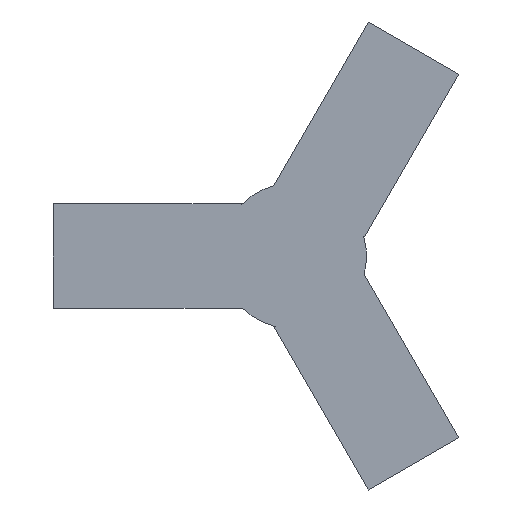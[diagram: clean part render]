
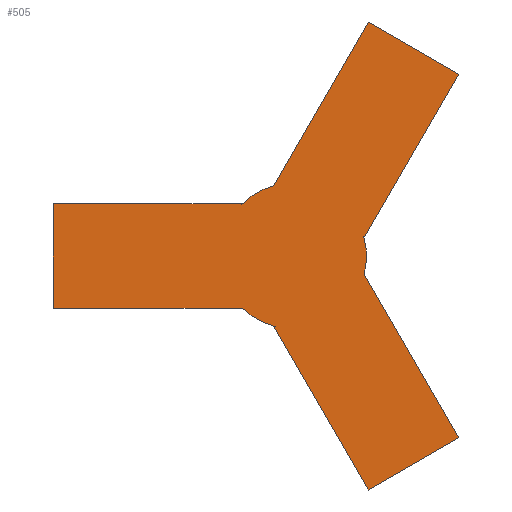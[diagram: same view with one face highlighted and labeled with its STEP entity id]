
A CAD part, front view. The second image highlights one B-rep face of the part: STEP entity #505.
In plain terms, the highlighted planar face has unit normal (0, -1, 0).
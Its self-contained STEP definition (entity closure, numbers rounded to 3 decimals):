
#4 = VECTOR ( 'NONE', #272, 1000. ) ;
#33 = CARTESIAN_POINT ( 'NONE',  ( -115., 0., 0. ) ) ;
#34 = CARTESIAN_POINT ( 'NONE',  ( 79.151, 0., 87.093 ) ) ;
#40 = CARTESIAN_POINT ( 'NONE',  ( -24.995, 0., 24.5 ) ) ;
#44 = ORIENTED_EDGE ( 'NONE', *, *, #243, .T. ) ;
#45 = LINE ( 'NONE', #552, #470 ) ;
#46 = DIRECTION ( 'NONE',  ( 0.5, 0., 0.866 ) ) ;
#49 = CARTESIAN_POINT ( 'NONE',  ( 35.849, 0., -112.093 ) ) ;
#57 = ORIENTED_EDGE ( 'NONE', *, *, #122, .T. ) ;
#62 = DIRECTION ( 'NONE',  ( 0., 0., 1. ) ) ;
#67 = CARTESIAN_POINT ( 'NONE',  ( -9.403, 0., 33.713 ) ) ;
#80 = DIRECTION ( 'NONE',  ( -1., 0., 0. ) ) ;
#83 = VECTOR ( 'NONE', #545, 1000. ) ;
#90 = DIRECTION ( 'NONE',  ( 0., 0., 1. ) ) ;
#97 = CARTESIAN_POINT ( 'NONE',  ( -21.651, 0., 12.5 ) ) ;
#102 = ORIENTED_EDGE ( 'NONE', *, *, #583, .F. ) ;
#122 = EDGE_CURVE ( 'NONE', #152, #346, #45, .T. ) ;
#123 = CARTESIAN_POINT ( 'NONE',  ( 21.651, 0., 12.5 ) ) ;
#131 = VERTEX_POINT ( 'NONE', #241 ) ;
#133 = EDGE_CURVE ( 'NONE', #588, #242, #454, .T. ) ;
#135 = VECTOR ( 'NONE', #46, 1000. ) ;
#137 = ORIENTED_EDGE ( 'NONE', *, *, #425, .T. ) ;
#138 = CARTESIAN_POINT ( 'NONE',  ( 33.898, 0., -8.713 ) ) ;
#142 = VERTEX_POINT ( 'NONE', #506 ) ;
#143 = VECTOR ( 'NONE', #324, 1000. ) ;
#144 = EDGE_CURVE ( 'NONE', #318, #152, #231, .T. ) ;
#146 = CARTESIAN_POINT ( 'NONE',  ( 79.151, 0., -87.093 ) ) ;
#151 = VERTEX_POINT ( 'NONE', #182 ) ;
#152 = VERTEX_POINT ( 'NONE', #34 ) ;
#157 = VECTOR ( 'NONE', #80, 1000. ) ;
#160 = ORIENTED_EDGE ( 'NONE', *, *, #323, .F. ) ;
#163 = CARTESIAN_POINT ( 'NONE',  ( 35.849, 0., 112.093 ) ) ;
#167 = AXIS2_PLACEMENT_3D ( 'NONE', #276, #503, #90 ) ;
#176 = CARTESIAN_POINT ( 'NONE',  ( -21.651, 0., -12.5 ) ) ;
#178 = DIRECTION ( 'NONE',  ( 0.5, 0., -0.866 ) ) ;
#182 = CARTESIAN_POINT ( 'NONE',  ( -24.495, 0., -25. ) ) ;
#183 = AXIS2_PLACEMENT_3D ( 'NONE', #347, #355, #528 ) ;
#184 = CARTESIAN_POINT ( 'NONE',  ( 33.715, 0., 9.396 ) ) ;
#188 = DIRECTION ( 'NONE',  ( 0.861, 0., 0.509 ) ) ;
#190 = ORIENTED_EDGE ( 'NONE', *, *, #351, .T. ) ;
#199 = ORIENTED_EDGE ( 'NONE', *, *, #365, .F. ) ;
#212 = EDGE_CURVE ( 'NONE', #380, #346, #367, .T. ) ;
#219 = LINE ( 'NONE', #489, #507 ) ;
#223 = DIRECTION ( 'NONE',  ( 0., 1., 0. ) ) ;
#231 = LINE ( 'NONE', #370, #291 ) ;
#233 = LINE ( 'NONE', #411, #143 ) ;
#235 = CARTESIAN_POINT ( 'NONE',  ( 0., 0., 25. ) ) ;
#240 = VERTEX_POINT ( 'NONE', #558 ) ;
#241 = CARTESIAN_POINT ( 'NONE',  ( -25., 0., 25. ) ) ;
#242 = VERTEX_POINT ( 'NONE', #146 ) ;
#243 = EDGE_CURVE ( 'NONE', #468, #318, #233, .T. ) ;
#250 = CARTESIAN_POINT ( 'NONE',  ( 34.151, 0., 9.151 ) ) ;
#253 = EDGE_CURVE ( 'NONE', #468, #469, #490, .T. ) ;
#257 = LINE ( 'NONE', #585, #83 ) ;
#268 = AXIS2_PLACEMENT_3D ( 'NONE', #580, #296, #62 ) ;
#272 = DIRECTION ( 'NONE',  ( 0., 0., -1. ) ) ;
#276 = CARTESIAN_POINT ( 'NONE',  ( 0., 0., 0. ) ) ;
#280 = CARTESIAN_POINT ( 'NONE',  ( -115., 0., 25. ) ) ;
#285 = CARTESIAN_POINT ( 'NONE',  ( 12.589, 0., -21.305 ) ) ;
#289 = VECTOR ( 'NONE', #353, 1000. ) ;
#291 = VECTOR ( 'NONE', #514, 1000. ) ;
#296 = DIRECTION ( 'NONE',  ( 0., 1., 0. ) ) ;
#301 = AXIS2_PLACEMENT_3D ( 'NONE', #317, #223, #590 ) ;
#304 = DIRECTION ( 'NONE',  ( 1., 0., 0. ) ) ;
#309 = VECTOR ( 'NONE', #188, 1000. ) ;
#315 = LINE ( 'NONE', #33, #4 ) ;
#317 = CARTESIAN_POINT ( 'NONE',  ( 0., 0., 0. ) ) ;
#318 = VERTEX_POINT ( 'NONE', #250 ) ;
#323 = EDGE_CURVE ( 'NONE', #469, #242, #535, .T. ) ;
#324 = DIRECTION ( 'NONE',  ( 0.871, 0., -0.491 ) ) ;
#335 = EDGE_CURVE ( 'NONE', #427, #380, #498, .T. ) ;
#336 = EDGE_LOOP ( 'NONE', ( #190, #199, #102, #515, #376, #160, #513, #44, #416, #57, #343, #368, #137, #381, #464 ) ) ;
#343 = ORIENTED_EDGE ( 'NONE', *, *, #212, .F. ) ;
#346 = VERTEX_POINT ( 'NONE', #163 ) ;
#347 = CARTESIAN_POINT ( 'NONE',  ( 0., 0., 0. ) ) ;
#351 = EDGE_CURVE ( 'NONE', #142, #151, #219, .T. ) ;
#353 = DIRECTION ( 'NONE',  ( 0.5, 0., -0.866 ) ) ;
#355 = DIRECTION ( 'NONE',  ( 0., 1., 0. ) ) ;
#360 = CARTESIAN_POINT ( 'NONE',  ( -8.72, 0., -33.896 ) ) ;
#364 = VECTOR ( 'NONE', #378, 1000. ) ;
#365 = EDGE_CURVE ( 'NONE', #524, #151, #395, .T. ) ;
#367 = LINE ( 'NONE', #97, #135 ) ;
#368 = ORIENTED_EDGE ( 'NONE', *, *, #335, .F. ) ;
#369 = LINE ( 'NONE', #176, #543 ) ;
#370 = CARTESIAN_POINT ( 'NONE',  ( 21.651, 0., -12.5 ) ) ;
#375 = LINE ( 'NONE', #285, #309 ) ;
#376 = ORIENTED_EDGE ( 'NONE', *, *, #133, .T. ) ;
#378 = DIRECTION ( 'NONE',  ( 0.866, 0., 0.5 ) ) ;
#380 = VERTEX_POINT ( 'NONE', #67 ) ;
#381 = ORIENTED_EDGE ( 'NONE', *, *, #516, .T. ) ;
#395 = CIRCLE ( 'NONE', #183, 35. ) ;
#407 = FACE_OUTER_BOUND ( 'NONE', #336, .T. ) ;
#411 = CARTESIAN_POINT ( 'NONE',  ( 12.156, 0., 21.555 ) ) ;
#416 = ORIENTED_EDGE ( 'NONE', *, *, #144, .T. ) ;
#419 = DIRECTION ( 'NONE',  ( -0.866, 0., 0.5 ) ) ;
#425 = EDGE_CURVE ( 'NONE', #427, #131, #257, .T. ) ;
#427 = VERTEX_POINT ( 'NONE', #40 ) ;
#444 = EDGE_CURVE ( 'NONE', #605, #142, #315, .T. ) ;
#453 = EDGE_CURVE ( 'NONE', #240, #588, #369, .T. ) ;
#454 = LINE ( 'NONE', #606, #364 ) ;
#457 = PLANE ( 'NONE',  #301 ) ;
#464 = ORIENTED_EDGE ( 'NONE', *, *, #444, .T. ) ;
#468 = VERTEX_POINT ( 'NONE', #184 ) ;
#469 = VERTEX_POINT ( 'NONE', #138 ) ;
#470 = VECTOR ( 'NONE', #419, 1000. ) ;
#489 = CARTESIAN_POINT ( 'NONE',  ( 0., 0., -25. ) ) ;
#490 = CIRCLE ( 'NONE', #167, 35. ) ;
#495 = LINE ( 'NONE', #235, #157 ) ;
#498 = CIRCLE ( 'NONE', #268, 35. ) ;
#503 = DIRECTION ( 'NONE',  ( 0., 1., 0. ) ) ;
#505 = ADVANCED_FACE ( 'NONE', ( #407 ), #457, .F. ) ;
#506 = CARTESIAN_POINT ( 'NONE',  ( -115., 0., -25. ) ) ;
#507 = VECTOR ( 'NONE', #304, 1000. ) ;
#513 = ORIENTED_EDGE ( 'NONE', *, *, #253, .F. ) ;
#514 = DIRECTION ( 'NONE',  ( 0.5, 0., 0.866 ) ) ;
#515 = ORIENTED_EDGE ( 'NONE', *, *, #453, .T. ) ;
#516 = EDGE_CURVE ( 'NONE', #131, #605, #495, .T. ) ;
#524 = VERTEX_POINT ( 'NONE', #360 ) ;
#528 = DIRECTION ( 'NONE',  ( 0., 0., 1. ) ) ;
#535 = LINE ( 'NONE', #123, #289 ) ;
#543 = VECTOR ( 'NONE', #178, 1000. ) ;
#545 = DIRECTION ( 'NONE',  ( -0.01, 0., 1. ) ) ;
#552 = CARTESIAN_POINT ( 'NONE',  ( 57.5, 0., 99.593 ) ) ;
#558 = CARTESIAN_POINT ( 'NONE',  ( -9.151, 0., -34.151 ) ) ;
#580 = CARTESIAN_POINT ( 'NONE',  ( 0., 0., 0. ) ) ;
#583 = EDGE_CURVE ( 'NONE', #240, #524, #375, .T. ) ;
#585 = CARTESIAN_POINT ( 'NONE',  ( -24.745, 0., -0.25 ) ) ;
#588 = VERTEX_POINT ( 'NONE', #49 ) ;
#590 = DIRECTION ( 'NONE',  ( 0., 0., 1. ) ) ;
#605 = VERTEX_POINT ( 'NONE', #280 ) ;
#606 = CARTESIAN_POINT ( 'NONE',  ( 57.5, 0., -99.593 ) ) ;
